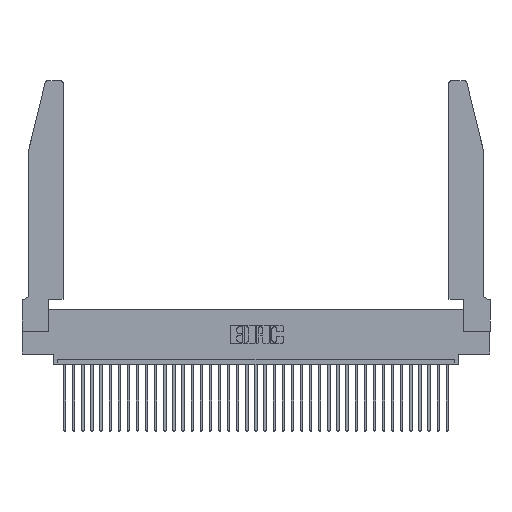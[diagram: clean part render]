
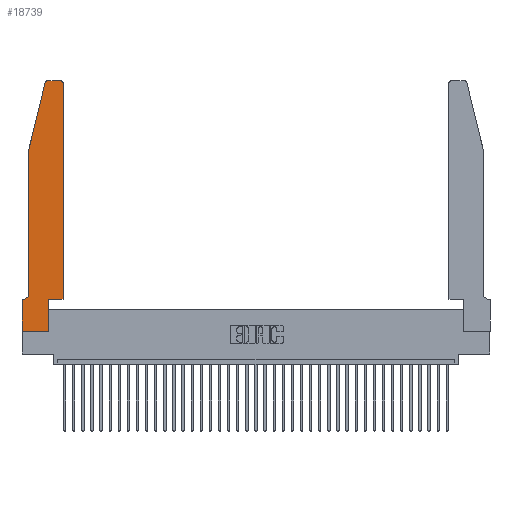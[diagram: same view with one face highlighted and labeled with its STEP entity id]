
A CAD part, top view. The second image highlights one B-rep face of the part: STEP entity #18739.
In plain terms, the highlighted planar face has unit normal (0, 0, 1).
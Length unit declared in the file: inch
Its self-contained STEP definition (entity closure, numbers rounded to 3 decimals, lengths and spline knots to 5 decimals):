
#55 = EDGE_CURVE ( 'NONE', #12853, #13477, #29807, .T. ) ;
#973 = EDGE_CURVE ( 'NONE', #36810, #10337, #1020, .T. ) ;
#1020 = LINE ( 'NONE', #9341, #7752 ) ;
#1064 = ORIENTED_EDGE ( 'NONE', *, *, #20265, .T. ) ;
#1105 = VERTEX_POINT ( 'NONE', #18816 ) ;
#1113 = EDGE_CURVE ( 'NONE', #12101, #2989, #16241, .T. ) ;
#1214 = VECTOR ( 'NONE', #32706, 39.37008 ) ;
#1348 = FACE_OUTER_BOUND ( 'NONE', #1544, .T. ) ;
#1356 = ORIENTED_EDGE ( 'NONE', *, *, #35965, .T. ) ;
#1496 = DIRECTION ( 'NONE',  ( 0., 1., 0. ) ) ;
#1544 = EDGE_LOOP ( 'NONE', ( #1356, #2580, #1064, #22235, #11593, #34102, #27356, #26553, #23550, #21458, #11104, #25879 ) ) ;
#1656 = DIRECTION ( 'NONE',  ( 0., 1., 0. ) ) ;
#1914 = DIRECTION ( 'NONE',  ( 0., 0., 1. ) ) ;
#2580 = ORIENTED_EDGE ( 'NONE', *, *, #16464, .T. ) ;
#2600 = VECTOR ( 'NONE', #28001, 39.37008 ) ;
#2830 = CARTESIAN_POINT ( 'NONE',  ( 0.4505, 0.35, 0.37 ) ) ;
#2989 = VERTEX_POINT ( 'NONE', #24649 ) ;
#4243 = PLANE ( 'NONE',  #28701 ) ;
#4395 = LINE ( 'NONE', #2830, #7996 ) ;
#4484 = DIRECTION ( 'NONE',  ( 1., 0., 0. ) ) ;
#4746 = CARTESIAN_POINT ( 'NONE',  ( 0.0055, 0.35, 0.37 ) ) ;
#5047 = VECTOR ( 'NONE', #32939, 39.37008 ) ;
#5712 = CARTESIAN_POINT ( 'NONE',  ( 0.4205, 2.75, 0.37 ) ) ;
#6312 = VECTOR ( 'NONE', #1656, 39.37008 ) ;
#6885 = VERTEX_POINT ( 'NONE', #5712 ) ;
#7752 = VECTOR ( 'NONE', #18144, 39.37008 ) ;
#7996 = VECTOR ( 'NONE', #15622, 39.37008 ) ;
#8017 = LINE ( 'NONE', #31040, #2600 ) ;
#8201 = LINE ( 'NONE', #21245, #5047 ) ;
#9179 = CARTESIAN_POINT ( 'NONE',  ( 0.284, 2.72, 0.37 ) ) ;
#9341 = CARTESIAN_POINT ( 'NONE',  ( 0., 0., 0.37 ) ) ;
#10182 = DIRECTION ( 'NONE',  ( 1., 0., 0. ) ) ;
#10337 = VERTEX_POINT ( 'NONE', #15297 ) ;
#11104 = ORIENTED_EDGE ( 'NONE', *, *, #1113, .T. ) ;
#11593 = ORIENTED_EDGE ( 'NONE', *, *, #55, .T. ) ;
#12101 = VERTEX_POINT ( 'NONE', #14714 ) ;
#12853 = VERTEX_POINT ( 'NONE', #23644 ) ;
#13128 = CARTESIAN_POINT ( 'NONE',  ( 0., 0.35, 0.37 ) ) ;
#13186 = CARTESIAN_POINT ( 'NONE',  ( 0.0755, 2., 0.37 ) ) ;
#13477 = VERTEX_POINT ( 'NONE', #4746 ) ;
#13973 = LINE ( 'NONE', #20458, #16251 ) ;
#14714 = CARTESIAN_POINT ( 'NONE',  ( 0.4505, 0.35, 0.37 ) ) ;
#14950 = DIRECTION ( 'NONE',  ( 0., -1., 0. ) ) ;
#15297 = CARTESIAN_POINT ( 'NONE',  ( 0.2865, 0., 0.37 ) ) ;
#15622 = DIRECTION ( 'NONE',  ( 1., 0., 0. ) ) ;
#15906 = DIRECTION ( 'NONE',  ( 0., 0., 1. ) ) ;
#16241 = LINE ( 'NONE', #24028, #6312 ) ;
#16251 = VECTOR ( 'NONE', #14950, 39.37008 ) ;
#16276 = LINE ( 'NONE', #18657, #31498 ) ;
#16464 = EDGE_CURVE ( 'NONE', #33336, #1105, #31103, .T. ) ;
#16915 = AXIS2_PLACEMENT_3D ( 'NONE', #36410, #36530, #19296 ) ;
#18048 = CARTESIAN_POINT ( 'NONE',  ( 0.4205, 2.72, 0.37 ) ) ;
#18144 = DIRECTION ( 'NONE',  ( 1., 0., 0. ) ) ;
#18284 = VERTEX_POINT ( 'NONE', #23588 ) ;
#18657 = CARTESIAN_POINT ( 'NONE',  ( 0.2865, 0.35, 0.37 ) ) ;
#18739 = ADVANCED_FACE ( 'NONE', ( #1348 ), #4243, .T. ) ;
#18788 = VERTEX_POINT ( 'NONE', #27554 ) ;
#18816 = CARTESIAN_POINT ( 'NONE',  ( 0.25487, 2.72718, 0.37 ) ) ;
#19296 = DIRECTION ( 'NONE',  ( -1., 0., 0. ) ) ;
#20030 = AXIS2_PLACEMENT_3D ( 'NONE', #18048, #1914, #10182 ) ;
#20265 = EDGE_CURVE ( 'NONE', #1105, #18788, #30926, .T. ) ;
#20458 = CARTESIAN_POINT ( 'NONE',  ( 0., 0., 0.37 ) ) ;
#20944 = DIRECTION ( 'NONE',  ( 0., 0., 1. ) ) ;
#21140 = VERTEX_POINT ( 'NONE', #30662 ) ;
#21245 = CARTESIAN_POINT ( 'NONE',  ( 0.0755, 2., 0.37 ) ) ;
#21458 = ORIENTED_EDGE ( 'NONE', *, *, #28154, .T. ) ;
#22235 = ORIENTED_EDGE ( 'NONE', *, *, #30752, .T. ) ;
#22275 = AXIS2_PLACEMENT_3D ( 'NONE', #9179, #20944, #23823 ) ;
#23550 = ORIENTED_EDGE ( 'NONE', *, *, #24574, .T. ) ;
#23588 = CARTESIAN_POINT ( 'NONE',  ( 0.2865, 0.35, 0.37 ) ) ;
#23644 = CARTESIAN_POINT ( 'NONE',  ( 0.0755, 0.42, 0.37 ) ) ;
#23823 = DIRECTION ( 'NONE',  ( 1., 0., 0. ) ) ;
#24028 = CARTESIAN_POINT ( 'NONE',  ( 0.4505, 0.35, 0.37 ) ) ;
#24519 = LINE ( 'NONE', #29279, #1214 ) ;
#24574 = EDGE_CURVE ( 'NONE', #10337, #18284, #16276, .T. ) ;
#24649 = CARTESIAN_POINT ( 'NONE',  ( 0.4505, 2.72, 0.37 ) ) ;
#25879 = ORIENTED_EDGE ( 'NONE', *, *, #35193, .T. ) ;
#25922 = VECTOR ( 'NONE', #26966, 39.37008 ) ;
#26553 = ORIENTED_EDGE ( 'NONE', *, *, #973, .T. ) ;
#26966 = DIRECTION ( 'NONE',  ( -0.239, -0.971, 0. ) ) ;
#27356 = ORIENTED_EDGE ( 'NONE', *, *, #31687, .T. ) ;
#27554 = CARTESIAN_POINT ( 'NONE',  ( 0.0755, 2., 0.37 ) ) ;
#28001 = DIRECTION ( 'NONE',  ( -1., 0., 0. ) ) ;
#28154 = EDGE_CURVE ( 'NONE', #18284, #12101, #4395, .T. ) ;
#28701 = AXIS2_PLACEMENT_3D ( 'NONE', #13128, #15906, #4484 ) ;
#28710 = EDGE_CURVE ( 'NONE', #13477, #21140, #24519, .T. ) ;
#29279 = CARTESIAN_POINT ( 'NONE',  ( 0.0755, 0.35, 0.37 ) ) ;
#29807 = CIRCLE ( 'NONE', #16915, 0.07 ) ;
#30662 = CARTESIAN_POINT ( 'NONE',  ( 0., 0.35, 0.37 ) ) ;
#30752 = EDGE_CURVE ( 'NONE', #18788, #12853, #8201, .T. ) ;
#30926 = LINE ( 'NONE', #13186, #25922 ) ;
#31040 = CARTESIAN_POINT ( 'NONE',  ( 0.2605, 2.75, 0.37 ) ) ;
#31103 = CIRCLE ( 'NONE', #22275, 0.03 ) ;
#31385 = CIRCLE ( 'NONE', #20030, 0.03 ) ;
#31498 = VECTOR ( 'NONE', #1496, 39.37008 ) ;
#31687 = EDGE_CURVE ( 'NONE', #21140, #36810, #13973, .T. ) ;
#31891 = CARTESIAN_POINT ( 'NONE',  ( 0.284, 2.75, 0.37 ) ) ;
#32706 = DIRECTION ( 'NONE',  ( -1., 0., 0. ) ) ;
#32939 = DIRECTION ( 'NONE',  ( 0., -1., 0. ) ) ;
#33336 = VERTEX_POINT ( 'NONE', #31891 ) ;
#34102 = ORIENTED_EDGE ( 'NONE', *, *, #28710, .T. ) ;
#35193 = EDGE_CURVE ( 'NONE', #2989, #6885, #31385, .T. ) ;
#35965 = EDGE_CURVE ( 'NONE', #6885, #33336, #8017, .T. ) ;
#36410 = CARTESIAN_POINT ( 'NONE',  ( 0.0055, 0.42, 0.37 ) ) ;
#36530 = DIRECTION ( 'NONE',  ( 0., 0., -1. ) ) ;
#36810 = VERTEX_POINT ( 'NONE', #37125 ) ;
#37125 = CARTESIAN_POINT ( 'NONE',  ( 0., 0., 0.37 ) ) ;
